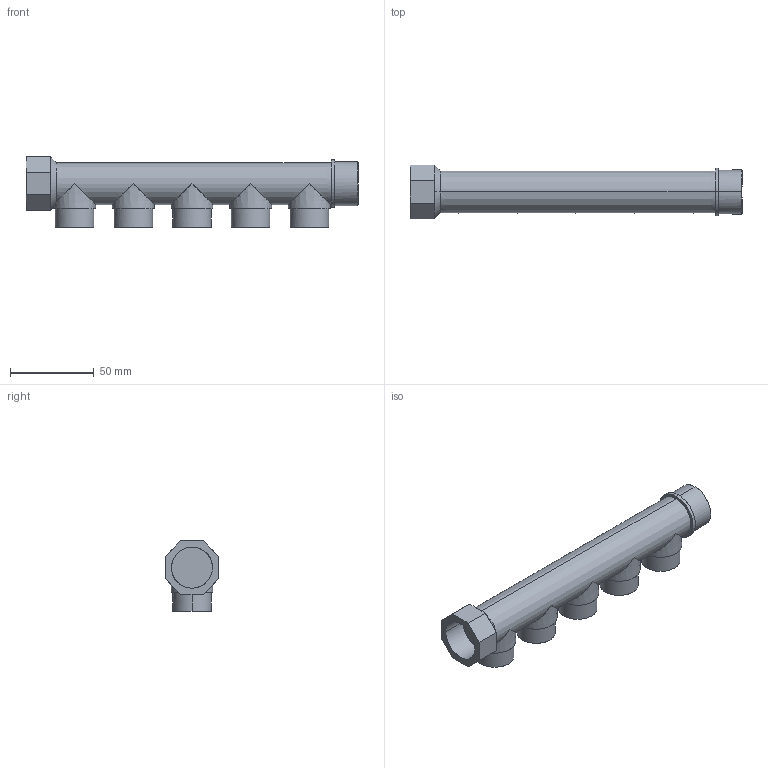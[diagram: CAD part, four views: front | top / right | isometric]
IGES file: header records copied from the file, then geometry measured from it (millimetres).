
Start section: START RECORD GO HERE.
Global section: file name: IGES_349050_-_TST.igs; native system: DASSAULT SYSTEMES CATIA Version 5-6 Release 2020 - www.3ds.com; preprocessor: V5-6R2020_5.30.5.0.09-01-2021.20.00; author: advantage; organization: CALEFFI; date: 20260407.165433; units: millimetre
Bounding box: 198 x 32 x 42 mm (x, y, z)
Surface area: 25041.8 mm2 (no closed solid volume)
Topology: 0 solids, 0 shells, 74 faces, 370 edges, 370 vertices
Faces by surface type: plane 44, revolution 30
